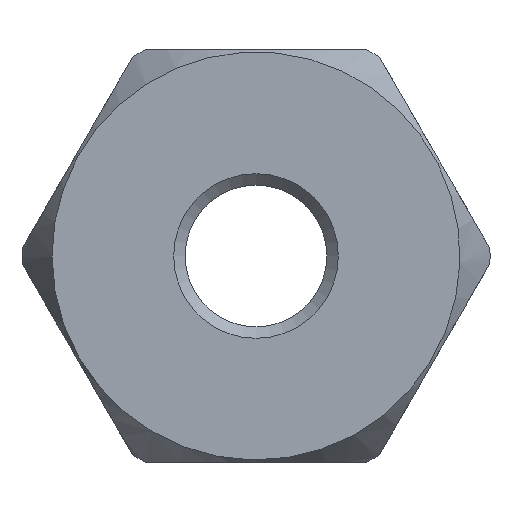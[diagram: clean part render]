
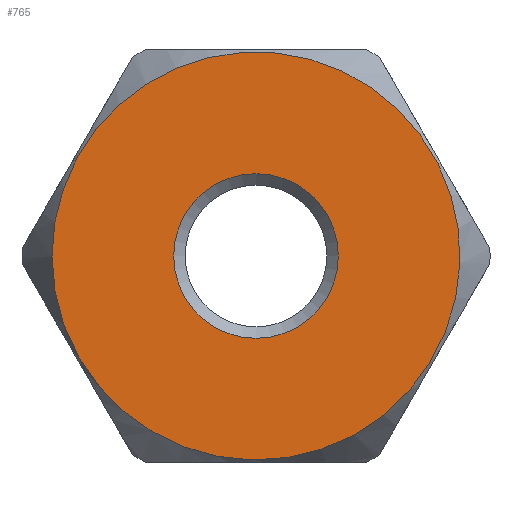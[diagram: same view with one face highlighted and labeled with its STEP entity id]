
A CAD part, left-side view. The second image highlights one B-rep face of the part: STEP entity #765.
In plain terms, the highlighted planar face has unit normal (-1, 0, 0).
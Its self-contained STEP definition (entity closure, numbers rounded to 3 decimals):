
#622=CARTESIAN_POINT('',(0.,-1.9,0.0));
#623=VERTEX_POINT('',#622);
#624=CARTESIAN_POINT('',(0.,0.,0.0));
#625=DIRECTION('',(1.0,0.0,0.0));
#626=DIRECTION('',(0.0,-1.0,0.0));
#627=AXIS2_PLACEMENT_3D('',#624,#625,#626);
#628=CIRCLE('',#627,1.9);
#629=EDGE_CURVE('',#623,#623,#628,.T.);
#730=CARTESIAN_POINT('',(0.,4.707,0.));
#731=VERTEX_POINT('',#730);
#732=CARTESIAN_POINT('',(0.,0.,0.0));
#733=DIRECTION('',(1.0,0.0,0.0));
#734=DIRECTION('',(0.0,-1.0,0.0));
#735=AXIS2_PLACEMENT_3D('',#732,#733,#734);
#736=CIRCLE('',#735,4.707);
#737=EDGE_CURVE('',#731,#731,#736,.T.);
#754=CARTESIAN_POINT('',(0.0,2.7,0.0));
#755=DIRECTION('',(-1.0,0.0,0.0));
#756=DIRECTION('',(0.0,0.0,1.0));
#757=AXIS2_PLACEMENT_3D('',#754,#755,#756);
#758=PLANE('',#757);
#759=ORIENTED_EDGE('',*,*,#737,.F.);
#760=EDGE_LOOP('',(#759));
#761=FACE_OUTER_BOUND('',#760,.T.);
#762=ORIENTED_EDGE('',*,*,#629,.T.);
#763=EDGE_LOOP('',(#762));
#764=FACE_BOUND('',#763,.T.);
#765=ADVANCED_FACE('',(#761,#764),#758,.T.);
